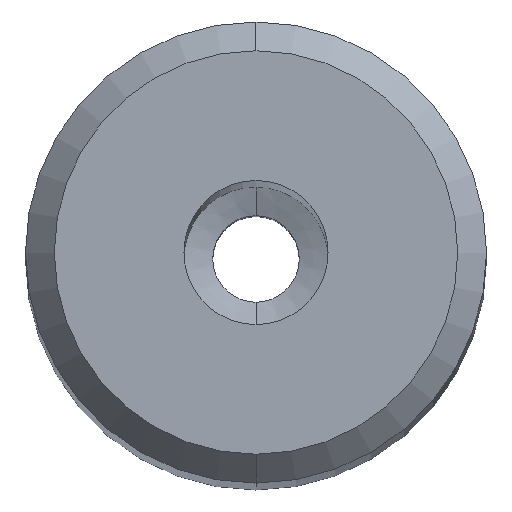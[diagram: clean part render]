
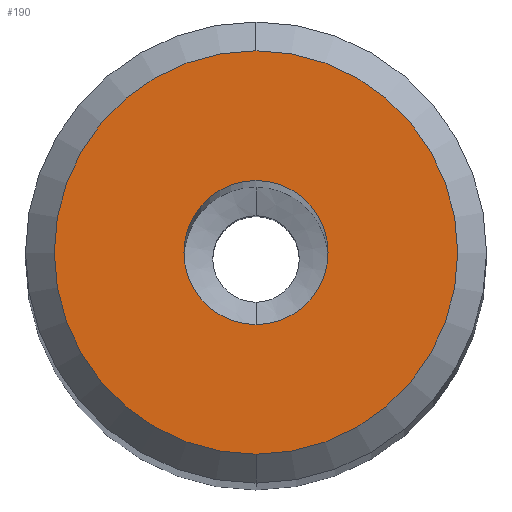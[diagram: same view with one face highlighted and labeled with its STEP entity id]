
A CAD part, top view. The second image highlights one B-rep face of the part: STEP entity #190.
In plain terms, the highlighted planar face has unit normal (0, 0, 1).
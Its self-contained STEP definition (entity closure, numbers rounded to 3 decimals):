
#100=EDGE_CURVE('NONE',#204,#164,#262,.T.);
#118=VERTEX_POINT('NONE',#282);
#158=EDGE_CURVE('NONE',#196,#118,#328,.T.);
#164=VERTEX_POINT('NONE',#334);
#190=ADVANCED_FACE('NONE',(#365,#366),#367,.F.);
#196=VERTEX_POINT('NONE',#374);
#204=VERTEX_POINT('NONE',#382);
#206=EDGE_CURVE('NONE',#164,#204,#384,.T.);
#230=EDGE_CURVE('NONE',#118,#196,#409,.T.);
#262=CIRCLE('',#433,7.0);
#282=CARTESIAN_POINT('',(0.0,2.5,0.0));
#328=CIRCLE('',#518,2.5);
#334=CARTESIAN_POINT('',(0.0,-7.0,0.0));
#365=FACE_OUTER_BOUND('',#567,.T.);
#366=FACE_BOUND('',#568,.T.);
#367=PLANE('',#569);
#374=CARTESIAN_POINT('',(0.,-2.5,0.0));
#382=CARTESIAN_POINT('',(0.,7.0,0.0));
#384=CIRCLE('',#589,7.0);
#409=CIRCLE('',#622,2.5);
#433=AXIS2_PLACEMENT_3D('',#653,#654,#655);
#518=AXIS2_PLACEMENT_3D('',#736,#737,#738);
#567=EDGE_LOOP('',(#783,#784));
#568=EDGE_LOOP('',(#785,#786));
#569=AXIS2_PLACEMENT_3D('',#787,#788,#789);
#589=AXIS2_PLACEMENT_3D('',#804,#805,#806);
#622=AXIS2_PLACEMENT_3D('',#830,#831,#832);
#653=CARTESIAN_POINT('',(0.0,0.0,0.0));
#654=DIRECTION('',(0.0,-0.0,1.0));
#655=DIRECTION('',(0.0,1.0,0.0));
#736=CARTESIAN_POINT('',(0.0,0.0,0.0));
#737=DIRECTION('',(0.0,-0.0,1.0));
#738=DIRECTION('',(0.0,1.0,0.0));
#783=ORIENTED_EDGE('',*,*,#206,.T.);
#784=ORIENTED_EDGE('',*,*,#100,.T.);
#785=ORIENTED_EDGE('',*,*,#230,.F.);
#786=ORIENTED_EDGE('',*,*,#158,.F.);
#787=CARTESIAN_POINT('',(-2.5,0.0,0.0));
#788=DIRECTION('',(0.0,0.0,-1.0));
#789=DIRECTION('',(-1.0,0.0,0.0));
#804=CARTESIAN_POINT('',(0.0,0.0,0.0));
#805=DIRECTION('',(0.0,-0.0,1.0));
#806=DIRECTION('',(0.0,1.0,0.0));
#830=CARTESIAN_POINT('',(0.0,0.0,0.0));
#831=DIRECTION('',(0.0,-0.0,1.0));
#832=DIRECTION('',(0.0,1.0,0.0));
